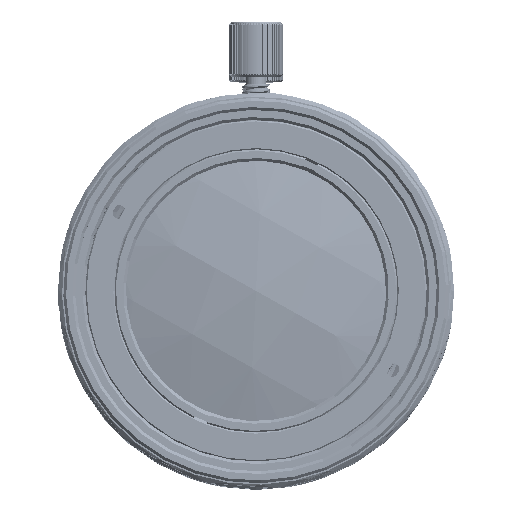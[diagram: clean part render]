
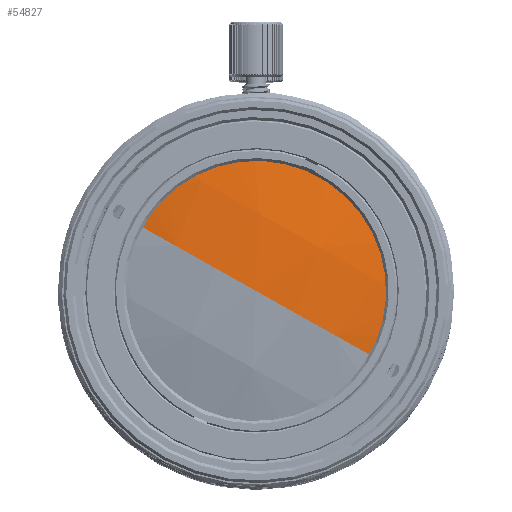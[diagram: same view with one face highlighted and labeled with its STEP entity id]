
A CAD part, top view. The second image highlights one B-rep face of the part: STEP entity #54827.
In plain terms, the highlighted spherical face has radius 38.9 mm.
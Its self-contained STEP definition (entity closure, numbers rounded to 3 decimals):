
#209 = SPHERICAL_SURFACE ( 'NONE', #866, 38.9 ) ;
#866 = AXIS2_PLACEMENT_3D ( 'NONE', #96536, #88285, #7818 ) ;
#2432 = DIRECTION ( 'NONE',  ( -1., 0., 0. ) ) ;
#2582 = CARTESIAN_POINT ( 'NONE',  ( 0., 0., 296.693 ) ) ;
#3367 = VERTEX_POINT ( 'NONE', #57491 ) ;
#3668 = DIRECTION ( 'NONE',  ( 1., 0., 0. ) ) ;
#3941 = CIRCLE ( 'NONE', #6152, 10. ) ;
#6152 = AXIS2_PLACEMENT_3D ( 'NONE', #48419, #83724, #3668 ) ;
#6674 = CARTESIAN_POINT ( 'NONE',  ( -10., 0., 296.693 ) ) ;
#7818 = DIRECTION ( 'NONE',  ( 0., 1., 0. ) ) ;
#8263 = ORIENTED_EDGE ( 'NONE', *, *, #46814, .F. ) ;
#12551 = AXIS2_PLACEMENT_3D ( 'NONE', #56231, #2432, #30639 ) ;
#17718 = EDGE_CURVE ( 'NONE', #108464, #57897, #3941, .T. ) ;
#18046 = AXIS2_PLACEMENT_3D ( 'NONE', #2582, #65412, #54015 ) ;
#26759 = CARTESIAN_POINT ( 'NONE',  ( 0., 0., 259.1 ) ) ;
#30639 = DIRECTION ( 'NONE',  ( 0., -1., 0. ) ) ;
#43892 = ORIENTED_EDGE ( 'NONE', *, *, #67087, .T. ) ;
#46814 = EDGE_CURVE ( 'NONE', #108464, #87966, #80624, .T. ) ;
#47544 = ORIENTED_EDGE ( 'NONE', *, *, #17718, .T. ) ;
#48419 = CARTESIAN_POINT ( 'NONE',  ( 0., 0., 296.693 ) ) ;
#49307 = FACE_OUTER_BOUND ( 'NONE', #78078, .T. ) ;
#54015 = DIRECTION ( 'NONE',  ( 1., 0., 0. ) ) ;
#54257 = DIRECTION ( 'NONE',  ( 1., 0., 0. ) ) ;
#54827 = ADVANCED_FACE ( 'NONE', ( #49307 ), #209, .T. ) ;
#56231 = CARTESIAN_POINT ( 'NONE',  ( 0., 0., 259.1 ) ) ;
#57491 = CARTESIAN_POINT ( 'NONE',  ( 0., -10., 296.693 ) ) ;
#57897 = VERTEX_POINT ( 'NONE', #6674 ) ;
#61601 = CIRCLE ( 'NONE', #18046, 10. ) ;
#63020 = CARTESIAN_POINT ( 'NONE',  ( 0., 0., 298. ) ) ;
#65412 = DIRECTION ( 'NONE',  ( 0., 0., 1. ) ) ;
#67087 = EDGE_CURVE ( 'NONE', #3367, #87966, #77948, .T. ) ;
#67207 = CARTESIAN_POINT ( 'NONE',  ( 0., 10., 296.693 ) ) ;
#71919 = DIRECTION ( 'NONE',  ( 0., 0., -1. ) ) ;
#77948 = CIRCLE ( 'NONE', #12551, 38.9 ) ;
#78078 = EDGE_LOOP ( 'NONE', ( #110355, #43892, #8263, #47544 ) ) ;
#78863 = EDGE_CURVE ( 'NONE', #57897, #3367, #61601, .T. ) ;
#80624 = CIRCLE ( 'NONE', #94520, 38.9 ) ;
#83724 = DIRECTION ( 'NONE',  ( 0., 0., 1. ) ) ;
#87966 = VERTEX_POINT ( 'NONE', #63020 ) ;
#88285 = DIRECTION ( 'NONE',  ( -1., 0., 0. ) ) ;
#94520 = AXIS2_PLACEMENT_3D ( 'NONE', #26759, #54257, #71919 ) ;
#96536 = CARTESIAN_POINT ( 'NONE',  ( 0., 0., 259.1 ) ) ;
#108464 = VERTEX_POINT ( 'NONE', #67207 ) ;
#110355 = ORIENTED_EDGE ( 'NONE', *, *, #78863, .T. ) ;
